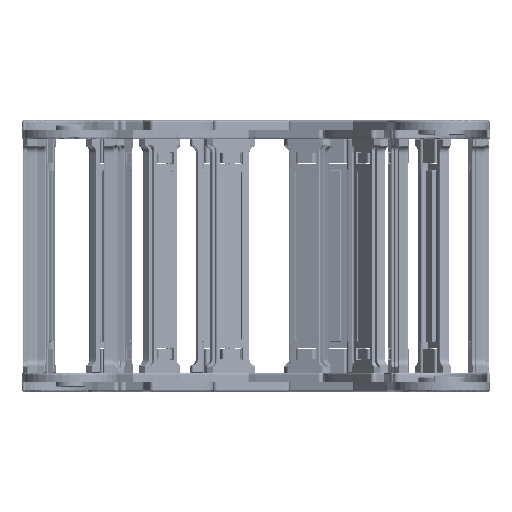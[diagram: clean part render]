
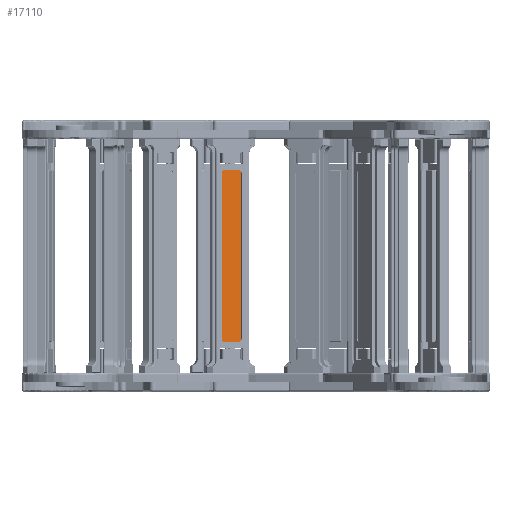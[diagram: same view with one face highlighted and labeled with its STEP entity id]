
A CAD part, left-side view. The second image highlights one B-rep face of the part: STEP entity #17110.
In plain terms, the highlighted face is planar.
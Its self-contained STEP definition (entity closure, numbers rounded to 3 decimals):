
#815 = DIRECTION ( 'NONE',  ( -1., 0., 0. ) ) ;
#817 = LINE ( 'NONE', #6356, #41747 ) ;
#1569 = CARTESIAN_POINT ( 'NONE',  ( -30.54, 70.705, -15.693 ) ) ;
#1955 = AXIS2_PLACEMENT_3D ( 'NONE', #13559, #2763, #17583 ) ;
#2457 = DIRECTION ( 'NONE',  ( 0., 1., 0. ) ) ;
#2763 = DIRECTION ( 'NONE',  ( 0., -1., 0. ) ) ;
#3498 = AXIS2_PLACEMENT_3D ( 'NONE', #28808, #10766, #6730 ) ;
#4338 = CIRCLE ( 'NONE', #1955, 1.938 ) ;
#4511 = ORIENTED_EDGE ( 'NONE', *, *, #24846, .F. ) ;
#5103 = VERTEX_POINT ( 'NONE', #7250 ) ;
#5865 = FACE_OUTER_BOUND ( 'NONE', #7659, .T. ) ;
#6356 = CARTESIAN_POINT ( 'NONE',  ( -39.414, 70.705, 70.123 ) ) ;
#6730 = DIRECTION ( 'NONE',  ( 0., 0., 1. ) ) ;
#7250 = CARTESIAN_POINT ( 'NONE',  ( -39.414, 70.705, -13.755 ) ) ;
#7344 = CARTESIAN_POINT ( 'NONE',  ( -37.476, 70.705, 75.023 ) ) ;
#7659 = EDGE_LOOP ( 'NONE', ( #46349, #4511, #39092, #18035, #46244, #20205, #30971, #14763 ) ) ;
#10213 = AXIS2_PLACEMENT_3D ( 'NONE', #30414, #19775, #38179 ) ;
#10421 = VERTEX_POINT ( 'NONE', #1569 ) ;
#10766 = DIRECTION ( 'NONE',  ( 0., -1., 0. ) ) ;
#11169 = VERTEX_POINT ( 'NONE', #17614 ) ;
#12241 = VECTOR ( 'NONE', #13929, 1000. ) ;
#13559 = CARTESIAN_POINT ( 'NONE',  ( -30.54, 70.705, 75.023 ) ) ;
#13819 = CARTESIAN_POINT ( 'NONE',  ( -30.54, 70.705, 76.961 ) ) ;
#13929 = DIRECTION ( 'NONE',  ( -1., 0., 0. ) ) ;
#14763 = ORIENTED_EDGE ( 'NONE', *, *, #34324, .T. ) ;
#15101 = VERTEX_POINT ( 'NONE', #26173 ) ;
#16953 = CARTESIAN_POINT ( 'NONE',  ( -30.54, 70.705, -13.755 ) ) ;
#17110 = ADVANCED_FACE ( 'NONE', ( #5865 ), #40284, .T. ) ;
#17583 = DIRECTION ( 'NONE',  ( 0., 0., 1. ) ) ;
#17614 = CARTESIAN_POINT ( 'NONE',  ( -37.476, 70.705, 76.961 ) ) ;
#18035 = ORIENTED_EDGE ( 'NONE', *, *, #20992, .F. ) ;
#18086 = CIRCLE ( 'NONE', #10213, 1.938 ) ;
#19775 = DIRECTION ( 'NONE',  ( 0., 1., 0. ) ) ;
#20205 = ORIENTED_EDGE ( 'NONE', *, *, #40694, .T. ) ;
#20383 = CARTESIAN_POINT ( 'NONE',  ( -28.602, 70.705, 70.123 ) ) ;
#20992 = EDGE_CURVE ( 'NONE', #15101, #10421, #28222, .T. ) ;
#21457 = LINE ( 'NONE', #22837, #36493 ) ;
#22093 = VERTEX_POINT ( 'NONE', #13819 ) ;
#22782 = VECTOR ( 'NONE', #46534, 1000. ) ;
#22837 = CARTESIAN_POINT ( 'NONE',  ( -30.54, 70.705, 76.961 ) ) ;
#23653 = VERTEX_POINT ( 'NONE', #33767 ) ;
#24498 = DIRECTION ( 'NONE',  ( 0., 0., -1. ) ) ;
#24846 = EDGE_CURVE ( 'NONE', #35282, #5103, #18086, .T. ) ;
#24951 = VERTEX_POINT ( 'NONE', #31898 ) ;
#25449 = CARTESIAN_POINT ( 'NONE',  ( -37.476, 70.705, -15.693 ) ) ;
#26173 = CARTESIAN_POINT ( 'NONE',  ( -28.602, 70.705, -13.755 ) ) ;
#28222 = CIRCLE ( 'NONE', #36323, 1.938 ) ;
#28808 = CARTESIAN_POINT ( 'NONE',  ( -30.54, 70.705, 70.123 ) ) ;
#29268 = DIRECTION ( 'NONE',  ( 0., 0., 1. ) ) ;
#30133 = LINE ( 'NONE', #36035, #12241 ) ;
#30414 = CARTESIAN_POINT ( 'NONE',  ( -37.476, 70.705, -13.755 ) ) ;
#30971 = ORIENTED_EDGE ( 'NONE', *, *, #42931, .T. ) ;
#31898 = CARTESIAN_POINT ( 'NONE',  ( -28.602, 70.705, 75.023 ) ) ;
#32957 = DIRECTION ( 'NONE',  ( 0., -1., 0. ) ) ;
#33767 = CARTESIAN_POINT ( 'NONE',  ( -39.414, 70.705, 75.023 ) ) ;
#34324 = EDGE_CURVE ( 'NONE', #11169, #23653, #39914, .T. ) ;
#35282 = VERTEX_POINT ( 'NONE', #25449 ) ;
#36035 = CARTESIAN_POINT ( 'NONE',  ( -30.54, 70.705, -15.693 ) ) ;
#36065 = LINE ( 'NONE', #20383, #22782 ) ;
#36323 = AXIS2_PLACEMENT_3D ( 'NONE', #16953, #2457, #24498 ) ;
#36493 = VECTOR ( 'NONE', #815, 1000. ) ;
#38179 = DIRECTION ( 'NONE',  ( 0., 0., -1. ) ) ;
#39092 = ORIENTED_EDGE ( 'NONE', *, *, #43134, .F. ) ;
#39914 = CIRCLE ( 'NONE', #43058, 1.938 ) ;
#40284 = PLANE ( 'NONE',  #3498 ) ;
#40694 = EDGE_CURVE ( 'NONE', #24951, #22093, #4338, .T. ) ;
#41098 = EDGE_CURVE ( 'NONE', #15101, #24951, #36065, .T. ) ;
#41747 = VECTOR ( 'NONE', #42653, 1000. ) ;
#42653 = DIRECTION ( 'NONE',  ( 0., 0., -1. ) ) ;
#42931 = EDGE_CURVE ( 'NONE', #22093, #11169, #21457, .T. ) ;
#43058 = AXIS2_PLACEMENT_3D ( 'NONE', #7344, #32957, #29268 ) ;
#43134 = EDGE_CURVE ( 'NONE', #10421, #35282, #30133, .T. ) ;
#46194 = EDGE_CURVE ( 'NONE', #23653, #5103, #817, .T. ) ;
#46244 = ORIENTED_EDGE ( 'NONE', *, *, #41098, .T. ) ;
#46349 = ORIENTED_EDGE ( 'NONE', *, *, #46194, .T. ) ;
#46534 = DIRECTION ( 'NONE',  ( 0., 0., 1. ) ) ;
